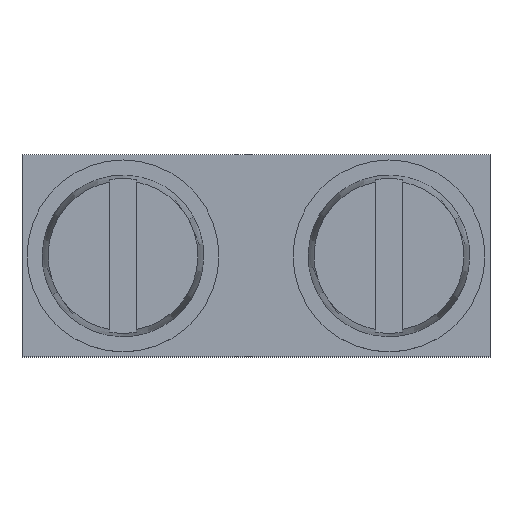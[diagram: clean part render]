
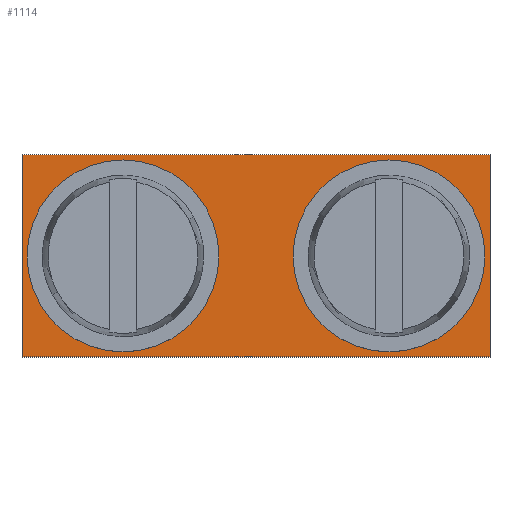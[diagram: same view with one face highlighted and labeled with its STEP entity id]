
A CAD part, top view. The second image highlights one B-rep face of the part: STEP entity #1114.
In plain terms, the highlighted planar face has unit normal (0, 0, 1).
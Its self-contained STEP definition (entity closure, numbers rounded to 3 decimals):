
#1025=AXIS2_PLACEMENT_3D('Plane Axis2P3D',#1022,#1023,#1024) ;
#1049=AXIS2_PLACEMENT_3D('Circle Axis2P3D',#1047,#1048,$) ;
#1063=AXIS2_PLACEMENT_3D('Circle Axis2P3D',#1061,#1062,$) ;
#1070=AXIS2_PLACEMENT_3D('Circle Axis2P3D',#1068,#1069,$) ;
#1082=AXIS2_PLACEMENT_3D('Circle Axis2P3D',#1080,#1081,$) ;
#1098=AXIS2_PLACEMENT_3D('Circle Axis2P3D',#1096,#1097,$) ;
#838=CARTESIAN_POINT('Vertex',(0.,0.,19.8)) ;
#852=CARTESIAN_POINT('Vertex',(13.9,0.,19.8)) ;
#855=CARTESIAN_POINT('Line Origine',(6.95,0.,19.8)) ;
#878=CARTESIAN_POINT('Vertex',(0.,6.,19.8)) ;
#886=CARTESIAN_POINT('Line Origine',(0.,3.,19.8)) ;
#1007=CARTESIAN_POINT('Vertex',(13.9,6.,19.8)) ;
#1010=CARTESIAN_POINT('Line Origine',(13.9,3.,19.8)) ;
#1022=CARTESIAN_POINT('Axis2P3D Location',(0.,0.,19.8)) ;
#1027=CARTESIAN_POINT('Line Origine',(6.95,6.,19.8)) ;
#1038=CARTESIAN_POINT('Line Origine',(3.,1.475,19.8)) ;
#1042=CARTESIAN_POINT('Vertex',(1.556,1.475,19.8)) ;
#1044=CARTESIAN_POINT('Vertex',(4.444,1.475,19.8)) ;
#1047=CARTESIAN_POINT('Axis2P3D Location',(3.,3.,19.8)) ;
#1051=CARTESIAN_POINT('Vertex',(1.556,4.525,19.8)) ;
#1054=CARTESIAN_POINT('Line Origine',(3.,4.525,19.8)) ;
#1058=CARTESIAN_POINT('Vertex',(4.444,4.525,19.8)) ;
#1061=CARTESIAN_POINT('Axis2P3D Location',(3.,3.,19.8)) ;
#1065=CARTESIAN_POINT('Vertex',(5.1,3.,19.8)) ;
#1068=CARTESIAN_POINT('Axis2P3D Location',(3.,3.,19.8)) ;
#1080=CARTESIAN_POINT('Axis2P3D Location',(10.9,3.,19.8)) ;
#1084=CARTESIAN_POINT('Vertex',(12.344,1.475,19.8)) ;
#1086=CARTESIAN_POINT('Vertex',(12.344,4.525,19.8)) ;
#1089=CARTESIAN_POINT('Line Origine',(10.9,1.475,19.8)) ;
#1093=CARTESIAN_POINT('Vertex',(9.456,1.475,19.8)) ;
#1096=CARTESIAN_POINT('Axis2P3D Location',(10.9,3.,19.8)) ;
#1100=CARTESIAN_POINT('Vertex',(9.456,4.525,19.8)) ;
#1103=CARTESIAN_POINT('Line Origine',(10.9,4.525,19.8)) ;
#856=DIRECTION('Vector Direction',(1.,0.,0.)) ;
#887=DIRECTION('Vector Direction',(0.,-1.,0.)) ;
#1011=DIRECTION('Vector Direction',(0.,1.,0.)) ;
#1023=DIRECTION('Axis2P3D Direction',(0.,0.,1.)) ;
#1024=DIRECTION('Axis2P3D XDirection',(1.,0.,0.)) ;
#1028=DIRECTION('Vector Direction',(-1.,0.,0.)) ;
#1039=DIRECTION('Vector Direction',(1.,0.,0.)) ;
#1048=DIRECTION('Axis2P3D Direction',(0.,0.,1.)) ;
#1055=DIRECTION('Vector Direction',(1.,0.,0.)) ;
#1062=DIRECTION('Axis2P3D Direction',(0.,0.,1.)) ;
#1069=DIRECTION('Axis2P3D Direction',(0.,0.,1.)) ;
#1081=DIRECTION('Axis2P3D Direction',(0.,0.,1.)) ;
#1090=DIRECTION('Vector Direction',(1.,0.,0.)) ;
#1097=DIRECTION('Axis2P3D Direction',(0.,0.,1.)) ;
#1104=DIRECTION('Vector Direction',(1.,0.,0.)) ;
#857=VECTOR('Line Direction',#856,1.) ;
#888=VECTOR('Line Direction',#887,1.) ;
#1012=VECTOR('Line Direction',#1011,1.) ;
#1029=VECTOR('Line Direction',#1028,1.) ;
#1040=VECTOR('Line Direction',#1039,1.) ;
#1056=VECTOR('Line Direction',#1055,1.) ;
#1091=VECTOR('Line Direction',#1090,1.) ;
#1105=VECTOR('Line Direction',#1104,1.) ;
#1033=ORIENTED_EDGE('',*,*,#859,.T.) ;
#1034=ORIENTED_EDGE('',*,*,#1014,.T.) ;
#1035=ORIENTED_EDGE('',*,*,#1031,.T.) ;
#1036=ORIENTED_EDGE('',*,*,#890,.T.) ;
#1074=ORIENTED_EDGE('',*,*,#1046,.F.) ;
#1075=ORIENTED_EDGE('',*,*,#1053,.F.) ;
#1076=ORIENTED_EDGE('',*,*,#1060,.F.) ;
#1077=ORIENTED_EDGE('',*,*,#1067,.F.) ;
#1078=ORIENTED_EDGE('',*,*,#1072,.F.) ;
#1109=ORIENTED_EDGE('',*,*,#1088,.F.) ;
#1110=ORIENTED_EDGE('',*,*,#1095,.F.) ;
#1111=ORIENTED_EDGE('',*,*,#1102,.F.) ;
#1112=ORIENTED_EDGE('',*,*,#1107,.F.) ;
#1079=FACE_BOUND('',#1073,.T.) ;
#1113=FACE_BOUND('',#1108,.T.) ;
#1114=ADVANCED_FACE('CATPart8.1\\Body.2',(#1037,#1079,#1113),#1026,.T.) ;
#1050=CIRCLE('generated circle',#1049,2.1) ;
#1064=CIRCLE('generated circle',#1063,2.1) ;
#1071=CIRCLE('generated circle',#1070,2.1) ;
#1083=CIRCLE('generated circle',#1082,2.1) ;
#1099=CIRCLE('generated circle',#1098,2.1) ;
#859=EDGE_CURVE('',#839,#853,#858,.T.) ;
#890=EDGE_CURVE('',#879,#839,#889,.T.) ;
#1014=EDGE_CURVE('',#853,#1008,#1013,.T.) ;
#1031=EDGE_CURVE('',#1008,#879,#1030,.T.) ;
#1046=EDGE_CURVE('',#1043,#1045,#1041,.T.) ;
#1053=EDGE_CURVE('',#1052,#1043,#1050,.T.) ;
#1060=EDGE_CURVE('',#1059,#1052,#1057,.F.) ;
#1067=EDGE_CURVE('',#1066,#1059,#1064,.T.) ;
#1072=EDGE_CURVE('',#1045,#1066,#1071,.T.) ;
#1088=EDGE_CURVE('',#1085,#1087,#1083,.T.) ;
#1095=EDGE_CURVE('',#1094,#1085,#1092,.T.) ;
#1102=EDGE_CURVE('',#1101,#1094,#1099,.T.) ;
#1107=EDGE_CURVE('',#1087,#1101,#1106,.F.) ;
#1032=EDGE_LOOP('',(#1033,#1034,#1035,#1036)) ;
#1073=EDGE_LOOP('',(#1074,#1075,#1076,#1077,#1078)) ;
#1108=EDGE_LOOP('',(#1109,#1110,#1111,#1112)) ;
#1037=FACE_OUTER_BOUND('',#1032,.T.) ;
#858=LINE('Line',#855,#857) ;
#889=LINE('Line',#886,#888) ;
#1013=LINE('Line',#1010,#1012) ;
#1030=LINE('Line',#1027,#1029) ;
#1041=LINE('Line',#1038,#1040) ;
#1057=LINE('Line',#1054,#1056) ;
#1092=LINE('Line',#1089,#1091) ;
#1106=LINE('Line',#1103,#1105) ;
#1026=PLANE('',#1025) ;
#839=VERTEX_POINT('',#838) ;
#853=VERTEX_POINT('',#852) ;
#879=VERTEX_POINT('',#878) ;
#1008=VERTEX_POINT('',#1007) ;
#1043=VERTEX_POINT('',#1042) ;
#1045=VERTEX_POINT('',#1044) ;
#1052=VERTEX_POINT('',#1051) ;
#1059=VERTEX_POINT('',#1058) ;
#1066=VERTEX_POINT('',#1065) ;
#1085=VERTEX_POINT('',#1084) ;
#1087=VERTEX_POINT('',#1086) ;
#1094=VERTEX_POINT('',#1093) ;
#1101=VERTEX_POINT('',#1100) ;
